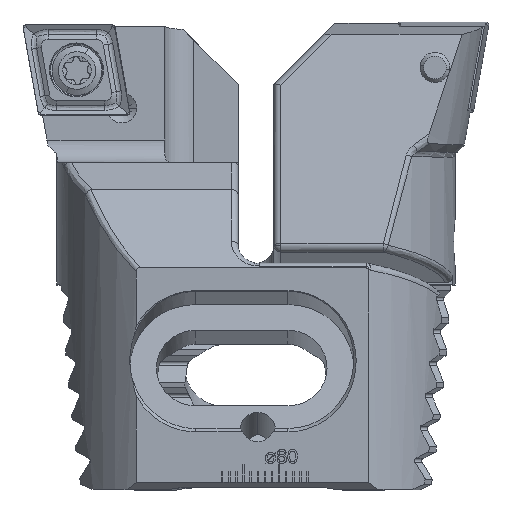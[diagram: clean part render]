
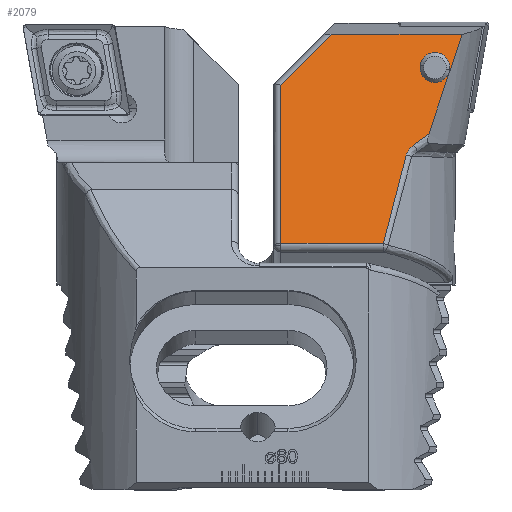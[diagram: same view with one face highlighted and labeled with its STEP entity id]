
A CAD part, top view. The second image highlights one B-rep face of the part: STEP entity #2079.
In plain terms, the highlighted face is planar.
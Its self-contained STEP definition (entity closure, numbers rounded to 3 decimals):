
#117 = LINE ( 'NONE', #11323, #14815 ) ;
#492 = CARTESIAN_POINT ( 'NONE',  ( 6.82, -11.332, -15.623 ) ) ;
#665 = EDGE_CURVE ( 'NONE', #22549, #4318, #20125, .T. ) ;
#982 = ORIENTED_EDGE ( 'NONE', *, *, #16751, .T. ) ;
#1220 = CARTESIAN_POINT ( 'NONE',  ( 5.477, -6.423, -14.308 ) ) ;
#1464 = VECTOR ( 'NONE', #19065, 1000. ) ;
#1824 = CARTESIAN_POINT ( 'NONE',  ( 5.477, -2.223, -13.182 ) ) ;
#1946 = VECTOR ( 'NONE', #4785, 1000. ) ;
#2079 = ADVANCED_FACE ( 'NONE', ( #21282, #21899 ), #7843, .F. ) ;
#3469 = EDGE_CURVE ( 'NONE', #12979, #12997, #7238, .T. ) ;
#3641 = EDGE_CURVE ( 'NONE', #22549, #15834, #21078, .T. ) ;
#3821 = EDGE_CURVE ( 'NONE', #12997, #15834, #22035, .T. ) ;
#3922 = ORIENTED_EDGE ( 'NONE', *, *, #3821, .T. ) ;
#4318 = VERTEX_POINT ( 'NONE', #4451 ) ;
#4451 = CARTESIAN_POINT ( 'NONE',  ( 8.437, -15.816, -16.825 ) ) ;
#4516 = CARTESIAN_POINT ( 'NONE',  ( 3.755, -1.765, -13.06 ) ) ;
#4626 = CARTESIAN_POINT ( 'NONE',  ( 14.836, -31.179, -20.941 ) ) ;
#4684 = CARTESIAN_POINT ( 'NONE',  ( 29.25, -31.179, -20.941 ) ) ;
#4713 = CARTESIAN_POINT ( 'NONE',  ( 22.075, -1.765, -13.06 ) ) ;
#4785 = DIRECTION ( 'NONE',  ( -1., 0., 0. ) ) ;
#5010 = CARTESIAN_POINT ( 'NONE',  ( 5.477, -6.423, -14.308 ) ) ;
#5063 = ORIENTED_EDGE ( 'NONE', *, *, #17891, .T. ) ;
#6170 = LINE ( 'NONE', #19096, #1464 ) ;
#6277 = VERTEX_POINT ( 'NONE', #4713 ) ;
#6407 = LINE ( 'NONE', #19854, #21519 ) ;
#6457 = CARTESIAN_POINT ( 'NONE',  ( 10.593, -17.341, -17.233 ) ) ;
#6719 =( BOUNDED_CURVE ( )  B_SPLINE_CURVE ( 3, ( #25289, #7668, #1824, #15791 ),
 .UNSPECIFIED., .F., .F. ) 
 B_SPLINE_CURVE_WITH_KNOTS ( ( 4, 4 ),
 ( 4.712, 7.854 ),
 .UNSPECIFIED. ) 
 CURVE ( )  GEOMETRIC_REPRESENTATION_ITEM ( )  RATIONAL_B_SPLINE_CURVE ( ( 1., 0.333, 0.333, 1. ) ) 
 REPRESENTATION_ITEM ( '' )  );
#6892 = DIRECTION ( 'NONE',  ( 0., -0.966, -0.259 ) ) ;
#6967 = DIRECTION ( 'NONE',  ( 0., -0.259, 0.966 ) ) ;
#7006 = CARTESIAN_POINT ( 'NONE',  ( 5.477, -10.623, -15.433 ) ) ;
#7238 = LINE ( 'NONE', #9007, #1946 ) ;
#7287 = EDGE_LOOP ( 'NONE', ( #7534, #10394, #14740, #16013, #18754, #22361, #3922, #13576 ) ) ;
#7534 = ORIENTED_EDGE ( 'NONE', *, *, #665, .T. ) ;
#7668 = CARTESIAN_POINT ( 'NONE',  ( 9.677, -2.223, -13.182 ) ) ;
#7678 = CARTESIAN_POINT ( 'NONE',  ( 29.25, -8.939, -14.982 ) ) ;
#7843 = PLANE ( 'NONE',  #21994 ) ;
#7864 = EDGE_CURVE ( 'NONE', #6277, #8461, #6170, .T. ) ;
#8461 = VERTEX_POINT ( 'NONE', #10359 ) ;
#9007 = CARTESIAN_POINT ( 'NONE',  ( 65.15, -31.179, -20.941 ) ) ;
#9045 = CARTESIAN_POINT ( 'NONE',  ( 9.677, -6.423, -14.308 ) ) ;
#9605 = CARTESIAN_POINT ( 'NONE',  ( 65.15, -0.912, -12.831 ) ) ;
#9907 = CARTESIAN_POINT ( 'NONE',  ( 9.677, -6.423, -14.308 ) ) ;
#10359 = CARTESIAN_POINT ( 'NONE',  ( 3.755, -1.765, -13.06 ) ) ;
#10394 = ORIENTED_EDGE ( 'NONE', *, *, #21075, .T. ) ;
#10498 = CARTESIAN_POINT ( 'NONE',  ( 9.149, -16.333, -16.963 ) ) ;
#11197 = CARTESIAN_POINT ( 'NONE',  ( 10.593, -17.341, -17.233 ) ) ;
#11323 = CARTESIAN_POINT ( 'NONE',  ( 42.425, -22.115, -18.512 ) ) ;
#11375 = CARTESIAN_POINT ( 'NONE',  ( 8.437, -15.816, -16.825 ) ) ;
#11648 = EDGE_CURVE ( 'NONE', #12773, #12979, #6407, .T. ) ;
#11940 =( BOUNDED_CURVE ( )  B_SPLINE_CURVE ( 3, ( #5010, #7006, #20844, #9045 ),
 .UNSPECIFIED., .F., .F. ) 
 B_SPLINE_CURVE_WITH_KNOTS ( ( 4, 4 ),
 ( 1.571, 4.712 ),
 .UNSPECIFIED. ) 
 CURVE ( )  GEOMETRIC_REPRESENTATION_ITEM ( )  RATIONAL_B_SPLINE_CURVE ( ( 1., 0.333, 0.333, 1. ) ) 
 REPRESENTATION_ITEM ( '' )  );
#12566 = VERTEX_POINT ( 'NONE', #9907 ) ;
#12765 = CARTESIAN_POINT ( 'NONE',  ( 11.631, -18.755, -17.612 ) ) ;
#12773 = VERTEX_POINT ( 'NONE', #7678 ) ;
#12865 = CARTESIAN_POINT ( 'NONE',  ( 12.601, -23.24, -18.814 ) ) ;
#12929 = CARTESIAN_POINT ( 'NONE',  ( 13.672, -27.392, -19.926 ) ) ;
#12979 = VERTEX_POINT ( 'NONE', #4684 ) ;
#12997 = VERTEX_POINT ( 'NONE', #4626 ) ;
#13218 = DIRECTION ( 'NONE',  ( 0.695, -0.695, -0.186 ) ) ;
#13576 = ORIENTED_EDGE ( 'NONE', *, *, #3641, .F. ) ;
#13686 = CARTESIAN_POINT ( 'NONE',  ( 14.836, -31.179, -20.941 ) ) ;
#14473 = CARTESIAN_POINT ( 'NONE',  ( 8.437, -15.816, -16.825 ) ) ;
#14663 = VERTEX_POINT ( 'NONE', #1220 ) ;
#14740 = ORIENTED_EDGE ( 'NONE', *, *, #7864, .F. ) ;
#14815 = VECTOR ( 'NONE', #13218, 1000. ) ;
#15791 = CARTESIAN_POINT ( 'NONE',  ( 5.477, -6.423, -14.308 ) ) ;
#15834 = VERTEX_POINT ( 'NONE', #19699 ) ;
#16013 = ORIENTED_EDGE ( 'NONE', *, *, #20256, .T. ) ;
#16505 = CARTESIAN_POINT ( 'NONE',  ( 5.256, -6.64, -14.366 ) ) ;
#16751 = EDGE_CURVE ( 'NONE', #12566, #14663, #6719, .T. ) ;
#17891 = EDGE_CURVE ( 'NONE', #14663, #12566, #11940, .T. ) ;
#18564 = CARTESIAN_POINT ( 'NONE',  ( 9.868, -16.842, -17.099 ) ) ;
#18754 = ORIENTED_EDGE ( 'NONE', *, *, #11648, .T. ) ;
#19065 = DIRECTION ( 'NONE',  ( -1., 0., 0. ) ) ;
#19096 = CARTESIAN_POINT ( 'NONE',  ( 65.15, -1.765, -13.06 ) ) ;
#19699 = CARTESIAN_POINT ( 'NONE',  ( 11.631, -18.755, -17.612 ) ) ;
#19854 = CARTESIAN_POINT ( 'NONE',  ( 29.25, -0.912, -12.831 ) ) ;
#20059 = DIRECTION ( 'NONE',  ( 0., -0.966, -0.259 ) ) ;
#20125 = B_SPLINE_CURVE_WITH_KNOTS ( 'NONE', 3,
 ( #11197, #18564, #10498, #11375 ),
 .UNSPECIFIED., .F., .F.,
 ( 4, 4 ),
 ( 0., 0.003 ),
 .UNSPECIFIED. ) ;
#20256 = EDGE_CURVE ( 'NONE', #6277, #12773, #117, .T. ) ;
#20844 = CARTESIAN_POINT ( 'NONE',  ( 9.677, -10.623, -15.433 ) ) ;
#21075 = EDGE_CURVE ( 'NONE', #4318, #8461, #21269, .T. ) ;
#21078 = B_SPLINE_CURVE_WITH_KNOTS ( 'NONE', 3,
 ( #23581, #23316, #23097, #22961, #22723, #22605, #22550, #22377 ),
 .UNSPECIFIED., .F., .F.,
 ( 4, 2, 2, 4 ),
 ( 0., 0.001, 0.001, 0.002 ),
 .UNSPECIFIED. ) ;
#21269 =( BOUNDED_CURVE ( )  B_SPLINE_CURVE ( 3, ( #14473, #492, #16505, #4516 ),
 .UNSPECIFIED., .F., .F. ) 
 B_SPLINE_CURVE_WITH_KNOTS ( ( 4, 4 ),
 ( 4.164, 4.308 ),
 .UNSPECIFIED. ) 
 CURVE ( )  GEOMETRIC_REPRESENTATION_ITEM ( )  RATIONAL_B_SPLINE_CURVE ( ( 1., 0.998, 0.998, 1. ) ) 
 REPRESENTATION_ITEM ( '' )  );
#21282 = FACE_BOUND ( 'NONE', #22084, .T. ) ;
#21519 = VECTOR ( 'NONE', #20059, 1000. ) ;
#21899 = FACE_OUTER_BOUND ( 'NONE', #7287, .T. ) ;
#21994 = AXIS2_PLACEMENT_3D ( 'NONE', #9605, #6967, #6892 ) ;
#22035 =( BOUNDED_CURVE ( )  B_SPLINE_CURVE ( 3, ( #13686, #12929, #12865, #12765 ),
 .UNSPECIFIED., .F., .F. ) 
 B_SPLINE_CURVE_WITH_KNOTS ( ( 4, 4 ),
 ( 3.859, 4.033 ),
 .UNSPECIFIED. ) 
 CURVE ( )  GEOMETRIC_REPRESENTATION_ITEM ( )  RATIONAL_B_SPLINE_CURVE ( ( 1., 0.997, 0.997, 1. ) ) 
 REPRESENTATION_ITEM ( '' )  );
#22084 = EDGE_LOOP ( 'NONE', ( #982, #5063 ) ) ;
#22361 = ORIENTED_EDGE ( 'NONE', *, *, #3469, .T. ) ;
#22377 = CARTESIAN_POINT ( 'NONE',  ( 11.631, -18.755, -17.612 ) ) ;
#22549 = VERTEX_POINT ( 'NONE', #6457 ) ;
#22550 = CARTESIAN_POINT ( 'NONE',  ( 11.599, -18.609, -17.573 ) ) ;
#22605 = CARTESIAN_POINT ( 'NONE',  ( 11.549, -18.47, -17.536 ) ) ;
#22723 = CARTESIAN_POINT ( 'NONE',  ( 11.419, -18.204, -17.464 ) ) ;
#22961 = CARTESIAN_POINT ( 'NONE',  ( 11.339, -18.075, -17.43 ) ) ;
#23097 = CARTESIAN_POINT ( 'NONE',  ( 11.067, -17.719, -17.335 ) ) ;
#23316 = CARTESIAN_POINT ( 'NONE',  ( 10.844, -17.514, -17.28 ) ) ;
#23581 = CARTESIAN_POINT ( 'NONE',  ( 10.593, -17.341, -17.233 ) ) ;
#25289 = CARTESIAN_POINT ( 'NONE',  ( 9.677, -6.423, -14.308 ) ) ;
